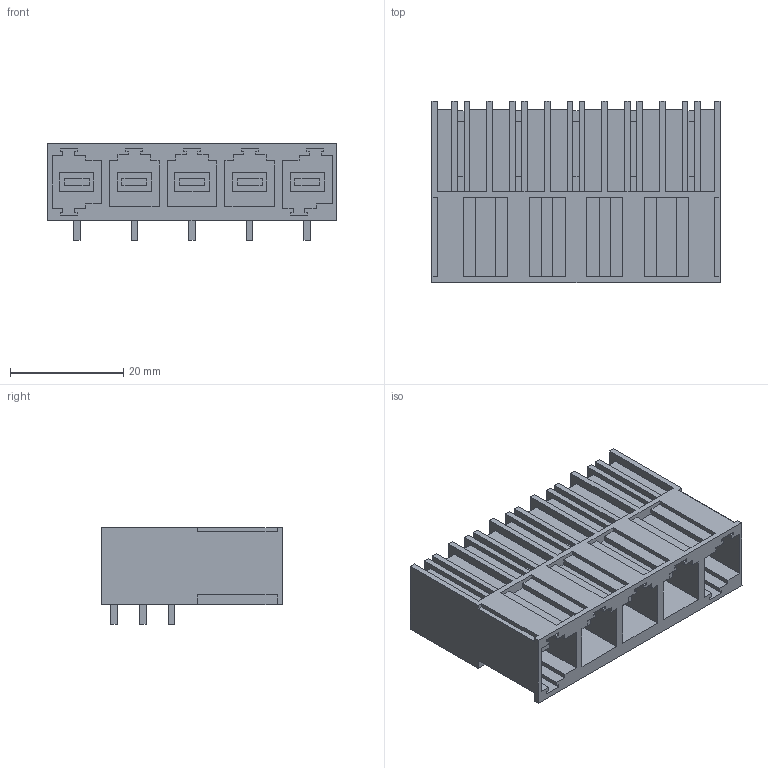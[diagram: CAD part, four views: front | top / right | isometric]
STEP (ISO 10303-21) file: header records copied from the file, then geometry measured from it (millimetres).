
FILE_DESCRIPTION(('CATIA V5 STEP Exchange','CAx-IF Rec.Pracs.--- Model Styling and Organization---1.2---2011-12-15'),'2;1');
FILE_NAME ('D1456655_0_1813360000_1813360000.stp','2018-03-07T11:49:46+00:00',('none'),('Weidmueller'),'CATIA Version 5-6 Release 2014','CATIA V5 STEP AP214','none');
FILE_SCHEMA(('AUTOMOTIVE_DESIGN { 1 0 10303 214 1 1 1 1 }'));
Length unit declared in the file: millimetre
Products named in the file (1): 1813360000
Bounding box: 50.8 x 32 x 17.1 mm (x, y, z)
Volume: 12139.2 mm3; surface area: 15380.7 mm2
Topology: 6 solids, 6 shells, 567 faces, 1708 edges, 1164 vertices
Faces by surface type: plane 551, cylinder 16
Entity records: 18395 total; most frequent: ORIENTED_EDGE 3416, CARTESIAN_POINT 3339, DIRECTION 2399, EDGE_CURVE 1708, VECTOR 1660, LINE 1660, VERTEX_POINT 1164, EDGE_LOOP 596
